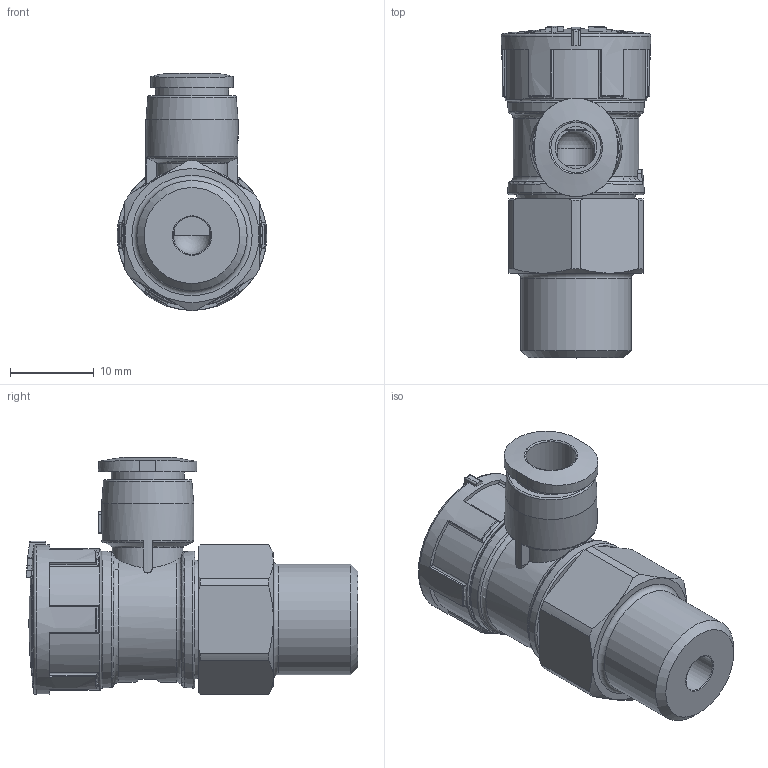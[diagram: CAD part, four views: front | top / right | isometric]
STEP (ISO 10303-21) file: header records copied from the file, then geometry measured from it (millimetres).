
FILE_DESCRIPTION(/* description */ ('STEP AP214'),/* implementation_level */ '2;1');
FILE_NAME(/* name */ '8157637_VFOE-LE-T-R14-Q6-F1A',/* time_stamp */ '2024-09-16T12:16:41+02:00',/* author */ ('License CC BY-ND 4.0'),/* organization */ ('CADENAS'),/* preprocessor_version */ 'ST-DEVELOPER v19.3',/* originating_system */ 'PARTsolutions',/* authorisation */ ' ');
FILE_SCHEMA (('AUTOMOTIVE_DESIGN {1 0 10303 214 3 1 1}'));
Length unit declared in the file: millimetre
Products named in the file (2): 8157637 VFOE-LE-T-R14-Q6-F1A---(high); 8068737 VFOE-LE-T-R14-Q6---(highp)
Assembly tree (1 placements, depth 2):
  8157637 VFOE-LE-T-R14-Q6-F1A---(high)
    8068737 VFOE-LE-T-R14-Q6---(highp)
Bounding box: 17.89 x 39.62 x 28.29 mm (x, y, z)
Volume: 7585.6 mm3; surface area: 3768.8 mm2
Topology: 1 solids, 1 shells, 225 faces, 617 edges, 404 vertices
Faces by surface type: plane 113, cylinder 56, torus 31, cone 18, sphere 7
Full cylindrical faces by diameter (mm): 4.5 x1, 5 x1, 6 x1, 8.72 x1, 11 x1, 13.157 x1, 16.9 x1
Entity records: 8745 total; most frequent: CARTESIAN_POINT 1663, ORIENTED_EDGE 1158, DIRECTION 1116, EDGE_CURVE 579, AXIS2_PLACEMENT_3D 450, VERTEX_POINT 391, EDGE_LOOP 262, FACE_BOUND 262
